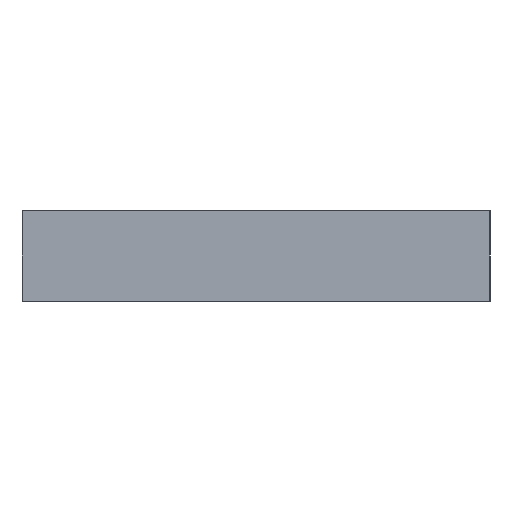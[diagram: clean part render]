
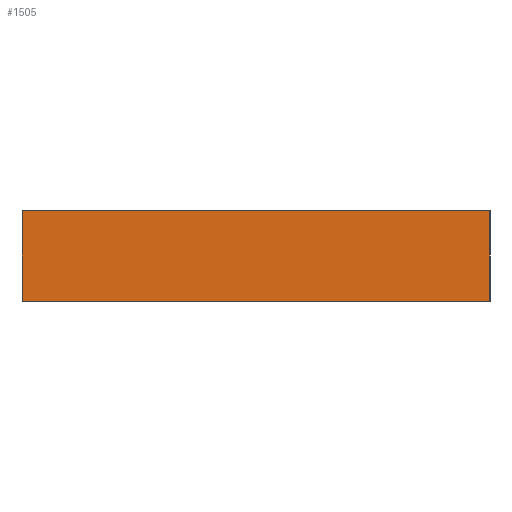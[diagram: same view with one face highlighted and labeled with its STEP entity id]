
A CAD part, left-side view. The second image highlights one B-rep face of the part: STEP entity #1505.
In plain terms, the highlighted planar face has unit normal (-1, 0, 0).
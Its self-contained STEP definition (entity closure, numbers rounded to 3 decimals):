
#14 = ORIENTED_EDGE ( 'NONE', *, *, #109, .F. ) ;
#86 = CARTESIAN_POINT ( 'NONE',  ( -19.812, 3.683, 1.422 ) ) ;
#109 = EDGE_CURVE ( 'NONE', #342, #287, #1408, .T. ) ;
#125 = DIRECTION ( 'NONE',  ( 0., 0., -1. ) ) ;
#155 = CARTESIAN_POINT ( 'NONE',  ( -19.812, 3.683, 0. ) ) ;
#167 = CARTESIAN_POINT ( 'NONE',  ( -19.812, 3.683, 1.422 ) ) ;
#189 = EDGE_CURVE ( 'NONE', #1294, #287, #1702, .T. ) ;
#287 = VERTEX_POINT ( 'NONE', #978 ) ;
#342 = VERTEX_POINT ( 'NONE', #1529 ) ;
#413 = LINE ( 'NONE', #167, #1739 ) ;
#501 = EDGE_CURVE ( 'NONE', #977, #342, #1540, .T. ) ;
#584 = DIRECTION ( 'NONE',  ( 0., -1., 0. ) ) ;
#674 = DIRECTION ( 'NONE',  ( 0., 0., -1. ) ) ;
#713 = EDGE_CURVE ( 'NONE', #977, #1294, #413, .T. ) ;
#783 = VECTOR ( 'NONE', #1155, 1000. ) ;
#807 = VECTOR ( 'NONE', #584, 1000. ) ;
#977 = VERTEX_POINT ( 'NONE', #1541 ) ;
#978 = CARTESIAN_POINT ( 'NONE',  ( -19.812, -3.683, 0. ) ) ;
#1138 = ORIENTED_EDGE ( 'NONE', *, *, #501, .F. ) ;
#1155 = DIRECTION ( 'NONE',  ( 0., -1., 0. ) ) ;
#1182 = CARTESIAN_POINT ( 'NONE',  ( -19.812, -3.683, 1.422 ) ) ;
#1186 = FACE_OUTER_BOUND ( 'NONE', #1383, .T. ) ;
#1261 = VECTOR ( 'NONE', #125, 1000. ) ;
#1294 = VERTEX_POINT ( 'NONE', #1416 ) ;
#1316 = DIRECTION ( 'NONE',  ( 0., 0., -1. ) ) ;
#1383 = EDGE_LOOP ( 'NONE', ( #1595, #14, #1138, #1422 ) ) ;
#1408 = LINE ( 'NONE', #1182, #1261 ) ;
#1416 = CARTESIAN_POINT ( 'NONE',  ( -19.812, 3.683, 0. ) ) ;
#1422 = ORIENTED_EDGE ( 'NONE', *, *, #713, .T. ) ;
#1431 = CARTESIAN_POINT ( 'NONE',  ( -19.812, 3.683, 1.422 ) ) ;
#1478 = AXIS2_PLACEMENT_3D ( 'NONE', #1431, #1567, #1316 ) ;
#1505 = ADVANCED_FACE ( 'NONE', ( #1186 ), #1600, .F. ) ;
#1529 = CARTESIAN_POINT ( 'NONE',  ( -19.812, -3.683, 1.422 ) ) ;
#1540 = LINE ( 'NONE', #86, #807 ) ;
#1541 = CARTESIAN_POINT ( 'NONE',  ( -19.812, 3.683, 1.422 ) ) ;
#1567 = DIRECTION ( 'NONE',  ( 1., 0., 0. ) ) ;
#1595 = ORIENTED_EDGE ( 'NONE', *, *, #189, .T. ) ;
#1600 = PLANE ( 'NONE',  #1478 ) ;
#1702 = LINE ( 'NONE', #155, #783 ) ;
#1739 = VECTOR ( 'NONE', #674, 1000. ) ;
